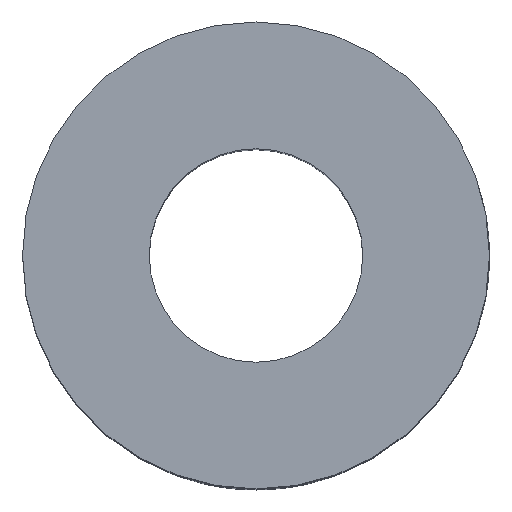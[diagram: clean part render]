
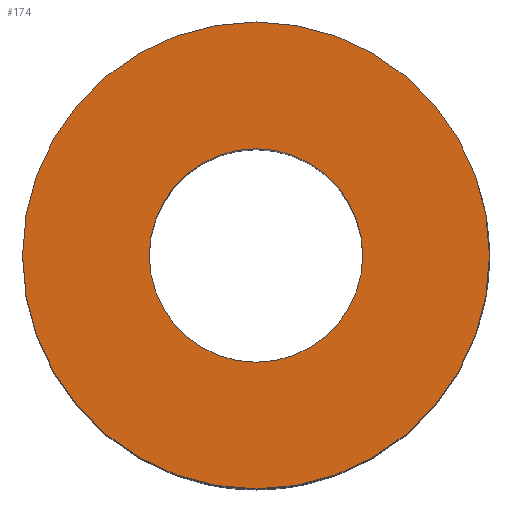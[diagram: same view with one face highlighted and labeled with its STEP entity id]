
A CAD part, top view. The second image highlights one B-rep face of the part: STEP entity #174.
In plain terms, the highlighted planar face has unit normal (0, 0, 1).
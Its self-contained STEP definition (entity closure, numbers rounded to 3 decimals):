
#97 = VERTEX_POINT ( 'NONE', #1410 ) ;
#174 = ADVANCED_FACE ( 'NONE', ( #611, #1354 ), #1013, .T. ) ;
#192 = ORIENTED_EDGE ( 'NONE', *, *, #1352, .T. ) ;
#304 = DIRECTION ( 'NONE',  ( 0., 0., -1. ) ) ;
#364 = EDGE_LOOP ( 'NONE', ( #192, #1053 ) ) ;
#375 = EDGE_CURVE ( 'NONE', #97, #1826, #1333, .T. ) ;
#407 = EDGE_CURVE ( 'NONE', #1651, #512, #2194, .T. ) ;
#409 = CARTESIAN_POINT ( 'NONE',  ( -4., 0., 17. ) ) ;
#411 = DIRECTION ( 'NONE',  ( 0., 0., 1. ) ) ;
#504 = DIRECTION ( 'NONE',  ( -1., 0., 0. ) ) ;
#512 = VERTEX_POINT ( 'NONE', #409 ) ;
#553 = DIRECTION ( 'NONE',  ( 0., 0., 1. ) ) ;
#585 = CIRCLE ( 'NONE', #1619, 4. ) ;
#592 = DIRECTION ( 'NONE',  ( 0., 0., -1. ) ) ;
#611 = FACE_BOUND ( 'NONE', #2330, .T. ) ;
#831 = DIRECTION ( 'NONE',  ( -1., 0., 0. ) ) ;
#948 = ORIENTED_EDGE ( 'NONE', *, *, #1157, .T. ) ;
#1013 = PLANE ( 'NONE',  #1039 ) ;
#1020 = AXIS2_PLACEMENT_3D ( 'NONE', #1492, #2236, #1502 ) ;
#1039 = AXIS2_PLACEMENT_3D ( 'NONE', #2102, #411, #1365 ) ;
#1053 = ORIENTED_EDGE ( 'NONE', *, *, #375, .T. ) ;
#1099 = AXIS2_PLACEMENT_3D ( 'NONE', #1498, #553, #2290 ) ;
#1157 = EDGE_CURVE ( 'NONE', #512, #1651, #585, .T. ) ;
#1173 = CIRCLE ( 'NONE', #1099, 8.75 ) ;
#1257 = CARTESIAN_POINT ( 'NONE',  ( -8.75, 0., 17. ) ) ;
#1333 = CIRCLE ( 'NONE', #1020, 8.75 ) ;
#1352 = EDGE_CURVE ( 'NONE', #1826, #97, #1173, .T. ) ;
#1354 = FACE_OUTER_BOUND ( 'NONE', #364, .T. ) ;
#1365 = DIRECTION ( 'NONE',  ( 1., 0., 0. ) ) ;
#1375 = CARTESIAN_POINT ( 'NONE',  ( 0., 0., 17. ) ) ;
#1410 = CARTESIAN_POINT ( 'NONE',  ( 8.75, 0., 17. ) ) ;
#1492 = CARTESIAN_POINT ( 'NONE',  ( 0., 0., 17. ) ) ;
#1498 = CARTESIAN_POINT ( 'NONE',  ( 0., 0., 17. ) ) ;
#1502 = DIRECTION ( 'NONE',  ( 1., 0., 0. ) ) ;
#1619 = AXIS2_PLACEMENT_3D ( 'NONE', #2184, #304, #504 ) ;
#1651 = VERTEX_POINT ( 'NONE', #1693 ) ;
#1693 = CARTESIAN_POINT ( 'NONE',  ( 4., 0., 17. ) ) ;
#1826 = VERTEX_POINT ( 'NONE', #1257 ) ;
#1842 = AXIS2_PLACEMENT_3D ( 'NONE', #1375, #592, #831 ) ;
#1983 = ORIENTED_EDGE ( 'NONE', *, *, #407, .T. ) ;
#2102 = CARTESIAN_POINT ( 'NONE',  ( 0., 0., 17. ) ) ;
#2184 = CARTESIAN_POINT ( 'NONE',  ( 0., 0., 17. ) ) ;
#2194 = CIRCLE ( 'NONE', #1842, 4. ) ;
#2236 = DIRECTION ( 'NONE',  ( 0., 0., 1. ) ) ;
#2290 = DIRECTION ( 'NONE',  ( 1., 0., 0. ) ) ;
#2330 = EDGE_LOOP ( 'NONE', ( #948, #1983 ) ) ;
